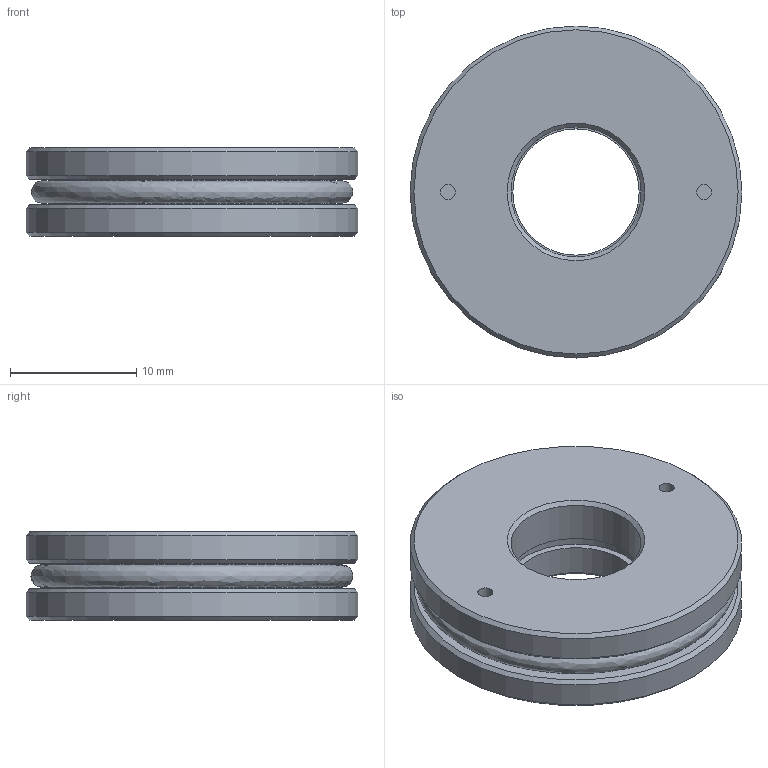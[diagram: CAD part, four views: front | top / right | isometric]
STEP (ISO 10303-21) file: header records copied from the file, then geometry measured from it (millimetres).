
FILE_DESCRIPTION (( 'STEP AP203' ), '1' );
FILE_NAME ('530219.step', '2025-08-20T01:30:25', ( 'Windows User' ), ( 'P R C' ), 'SwSTEP 2.0', 'SolidWorks 2020', '' );
FILE_SCHEMA (( 'CONFIG_CONTROL_DESIGN' ));
Length unit declared in the file: millimetre
Products named in the file (3): 3.03.31.13.803_SM1-M10B-1_蹟恇蛌諉璃_ZA; O型圈; 530219
Assembly tree (2 placements, depth 2):
  530219
    3.03.31.13.803_SM1-M10B-1_蹟恇蛌諉璃_ZA
    O型圈
Bounding box: 26.29 x 26.29 x 7 mm (x, y, z)
Volume: 3066 mm3; surface area: 2417.8 mm2
Topology: 2 solids, 2 shells, 27 faces, 48 edges, 31 vertices
Faces by surface type: plane 10, cylinder 10, cone 6, bspline 1
Full cylindrical faces by diameter (mm): 1.2 x4, 10 x1, 10.3 x1, 11 x1, 22.2 x1, 26.29 x2
Entity records: 887 total; most frequent: CARTESIAN_POINT 132, DIRECTION 114, AXIS2_PLACEMENT_3D 57, ORIENTED_EDGE 52, EDGE_LOOP 52, FACE_OUTER_BOUND 36, ADVANCED_FACE 27, CIRCLE 26
